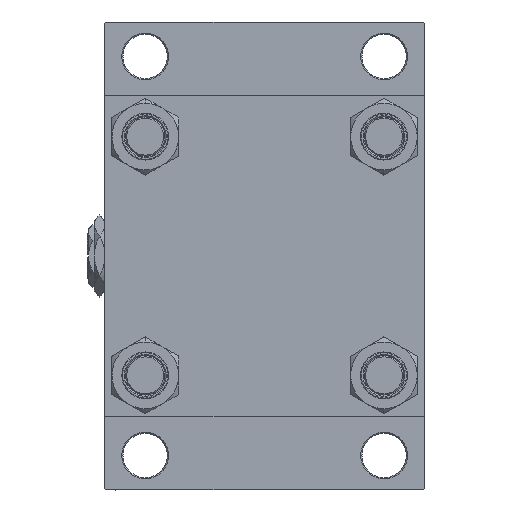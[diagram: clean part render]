
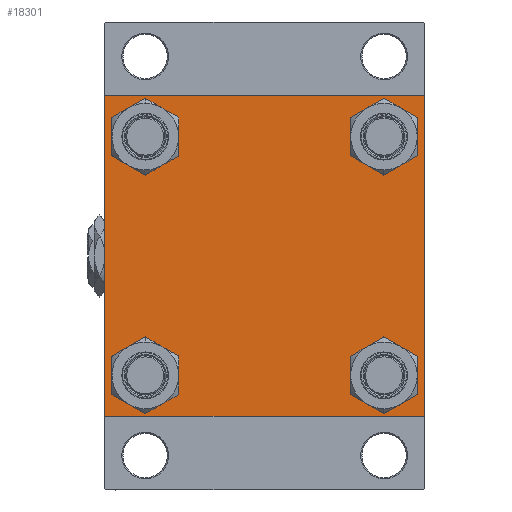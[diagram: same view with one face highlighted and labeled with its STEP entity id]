
A CAD part, left-side view. The second image highlights one B-rep face of the part: STEP entity #18301.
In plain terms, the highlighted planar face has unit normal (-1, 0, 0).
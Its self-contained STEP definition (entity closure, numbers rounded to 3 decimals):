
#646 = VERTEX_POINT ( 'NONE', #34295 ) ;
#956 = DIRECTION ( 'NONE',  ( 1., 0., 0. ) ) ;
#1072 = LINE ( 'NONE', #47786, #20887 ) ;
#1668 = CARTESIAN_POINT ( 'NONE',  ( 0., -65., 65. ) ) ;
#1809 = ORIENTED_EDGE ( 'NONE', *, *, #22092, .T. ) ;
#1966 = CARTESIAN_POINT ( 'NONE',  ( 0., -64.5, 65. ) ) ;
#2032 = DIRECTION ( 'NONE',  ( 0., -0.707, -0.707 ) ) ;
#3259 = VERTEX_POINT ( 'NONE', #8985 ) ;
#3407 = CARTESIAN_POINT ( 'NONE',  ( 0., -48.45, -56.95 ) ) ;
#3508 = CIRCLE ( 'NONE', #28586, 8.5 ) ;
#3635 = CARTESIAN_POINT ( 'NONE',  ( 0., 64.5, -65. ) ) ;
#3977 = VECTOR ( 'NONE', #31471, 1000. ) ;
#5035 = ORIENTED_EDGE ( 'NONE', *, *, #29300, .T. ) ;
#5071 = VERTEX_POINT ( 'NONE', #14212 ) ;
#5153 = ORIENTED_EDGE ( 'NONE', *, *, #34317, .F. ) ;
#6335 = DIRECTION ( 'NONE',  ( 0., 0., 1. ) ) ;
#6540 = DIRECTION ( 'NONE',  ( 0., -1., 0. ) ) ;
#6624 = FACE_BOUND ( 'NONE', #11170, .T. ) ;
#7117 = FACE_BOUND ( 'NONE', #28961, .T. ) ;
#7128 = VERTEX_POINT ( 'NONE', #27033 ) ;
#8009 = CARTESIAN_POINT ( 'NONE',  ( 0., 48.45, 48.45 ) ) ;
#8144 = DIRECTION ( 'NONE',  ( 1., 0., 0. ) ) ;
#8985 = CARTESIAN_POINT ( 'NONE',  ( 0., -65., 64.5 ) ) ;
#9043 = LINE ( 'NONE', #1668, #18955 ) ;
#9155 = ORIENTED_EDGE ( 'NONE', *, *, #17155, .F. ) ;
#10148 = CARTESIAN_POINT ( 'NONE',  ( 0., 48.45, -48.45 ) ) ;
#10223 = VERTEX_POINT ( 'NONE', #1966 ) ;
#10317 = EDGE_LOOP ( 'NONE', ( #5035, #40451, #35084, #39411, #9155, #41214, #5153, #33919 ) ) ;
#10346 = CARTESIAN_POINT ( 'NONE',  ( 0., 65., -65. ) ) ;
#10405 = LINE ( 'NONE', #13721, #35978 ) ;
#11170 = EDGE_LOOP ( 'NONE', ( #33160, #22409 ) ) ;
#11436 = FACE_BOUND ( 'NONE', #22797, .T. ) ;
#11941 = CARTESIAN_POINT ( 'NONE',  ( 0., -64.5, -65. ) ) ;
#12002 = CIRCLE ( 'NONE', #27461, 8.5 ) ;
#12045 = CARTESIAN_POINT ( 'NONE',  ( 0., 48.45, -39.95 ) ) ;
#12529 = EDGE_CURVE ( 'NONE', #42750, #39644, #10405, .T. ) ;
#13620 = VERTEX_POINT ( 'NONE', #19490 ) ;
#13721 = CARTESIAN_POINT ( 'NONE',  ( 0., 64.75, -64.75 ) ) ;
#13916 = EDGE_CURVE ( 'NONE', #13620, #24981, #48964, .T. ) ;
#14212 = CARTESIAN_POINT ( 'NONE',  ( 0., -48.45, 39.95 ) ) ;
#15313 = AXIS2_PLACEMENT_3D ( 'NONE', #46751, #8144, #39156 ) ;
#15878 = AXIS2_PLACEMENT_3D ( 'NONE', #10148, #45692, #6335 ) ;
#16006 = LINE ( 'NONE', #31504, #17438 ) ;
#16212 = VECTOR ( 'NONE', #23866, 1000. ) ;
#16229 = LINE ( 'NONE', #19040, #16212 ) ;
#16369 = CARTESIAN_POINT ( 'NONE',  ( 0., 48.45, 48.45 ) ) ;
#16661 = DIRECTION ( 'NONE',  ( 0., 0., 1. ) ) ;
#17155 = EDGE_CURVE ( 'NONE', #3259, #646, #9043, .T. ) ;
#17438 = VECTOR ( 'NONE', #43919, 1000. ) ;
#17628 = ORIENTED_EDGE ( 'NONE', *, *, #41669, .T. ) ;
#18301 = ADVANCED_FACE ( 'NONE', ( #11436, #7117, #22629, #6624, #30518 ), #19528, .T. ) ;
#18390 = VERTEX_POINT ( 'NONE', #11941 ) ;
#18418 = EDGE_CURVE ( 'NONE', #18390, #646, #16006, .T. ) ;
#18931 = AXIS2_PLACEMENT_3D ( 'NONE', #35793, #956, #27173 ) ;
#18955 = VECTOR ( 'NONE', #24828, 1000. ) ;
#19040 = CARTESIAN_POINT ( 'NONE',  ( 0., 65., 65. ) ) ;
#19490 = CARTESIAN_POINT ( 'NONE',  ( 0., 48.45, 39.95 ) ) ;
#19518 = VERTEX_POINT ( 'NONE', #38269 ) ;
#19528 = PLANE ( 'NONE',  #42506 ) ;
#19686 = AXIS2_PLACEMENT_3D ( 'NONE', #33629, #30064, #25752 ) ;
#20887 = VECTOR ( 'NONE', #39197, 1000. ) ;
#21895 = CARTESIAN_POINT ( 'NONE',  ( 0., 65., 65. ) ) ;
#22092 = EDGE_CURVE ( 'NONE', #5071, #37102, #32960, .T. ) ;
#22138 = DIRECTION ( 'NONE',  ( -1., 0., 0. ) ) ;
#22409 = ORIENTED_EDGE ( 'NONE', *, *, #13916, .T. ) ;
#22629 = FACE_BOUND ( 'NONE', #38878, .T. ) ;
#22731 = DIRECTION ( 'NONE',  ( 1., 0., 0. ) ) ;
#22797 = EDGE_LOOP ( 'NONE', ( #26966, #1809 ) ) ;
#22898 = DIRECTION ( 'NONE',  ( 0., 0., -1. ) ) ;
#23533 = DIRECTION ( 'NONE',  ( 1., 0., 0. ) ) ;
#23866 = DIRECTION ( 'NONE',  ( 0., -1., 0. ) ) ;
#24139 = DIRECTION ( 'NONE',  ( 0., 0., 1. ) ) ;
#24387 = VECTOR ( 'NONE', #6540, 1000. ) ;
#24601 = CIRCLE ( 'NONE', #18931, 8.5 ) ;
#24828 = DIRECTION ( 'NONE',  ( 0., 0., -1. ) ) ;
#24981 = VERTEX_POINT ( 'NONE', #29199 ) ;
#25581 = EDGE_CURVE ( 'NONE', #41458, #7128, #1072, .T. ) ;
#25752 = DIRECTION ( 'NONE',  ( 0., 0., 1. ) ) ;
#26520 = EDGE_CURVE ( 'NONE', #24981, #13620, #12002, .T. ) ;
#26966 = ORIENTED_EDGE ( 'NONE', *, *, #42859, .T. ) ;
#27033 = CARTESIAN_POINT ( 'NONE',  ( 0., 65., 64.5 ) ) ;
#27173 = DIRECTION ( 'NONE',  ( 0., 0., 1. ) ) ;
#27461 = AXIS2_PLACEMENT_3D ( 'NONE', #8009, #23533, #16661 ) ;
#28110 = EDGE_CURVE ( 'NONE', #45520, #19518, #33154, .T. ) ;
#28586 = AXIS2_PLACEMENT_3D ( 'NONE', #35174, #22731, #42274 ) ;
#28961 = EDGE_LOOP ( 'NONE', ( #17628, #47567 ) ) ;
#29199 = CARTESIAN_POINT ( 'NONE',  ( 0., 48.45, 56.95 ) ) ;
#29300 = EDGE_CURVE ( 'NONE', #7128, #42750, #33836, .T. ) ;
#29436 = LINE ( 'NONE', #10346, #24387 ) ;
#30064 = DIRECTION ( 'NONE',  ( 1., 0., 0. ) ) ;
#30518 = FACE_OUTER_BOUND ( 'NONE', #10317, .T. ) ;
#30759 = DIRECTION ( 'NONE',  ( 0., 0., 1. ) ) ;
#31471 = DIRECTION ( 'NONE',  ( 0., 0.707, 0.707 ) ) ;
#31504 = CARTESIAN_POINT ( 'NONE',  ( 0., -64.75, -64.75 ) ) ;
#31623 = ORIENTED_EDGE ( 'NONE', *, *, #49750, .T. ) ;
#31864 = CARTESIAN_POINT ( 'NONE',  ( 0., 65., -64.5 ) ) ;
#32258 = EDGE_CURVE ( 'NONE', #3259, #10223, #35299, .T. ) ;
#32960 = CIRCLE ( 'NONE', #41866, 8.5 ) ;
#33154 = CIRCLE ( 'NONE', #15313, 8.5 ) ;
#33160 = ORIENTED_EDGE ( 'NONE', *, *, #26520, .T. ) ;
#33629 = CARTESIAN_POINT ( 'NONE',  ( 0., -48.45, 48.45 ) ) ;
#33836 = LINE ( 'NONE', #21895, #37186 ) ;
#33919 = ORIENTED_EDGE ( 'NONE', *, *, #25581, .T. ) ;
#34295 = CARTESIAN_POINT ( 'NONE',  ( 0., -65., -64.5 ) ) ;
#34317 = EDGE_CURVE ( 'NONE', #41458, #10223, #16229, .T. ) ;
#34552 = EDGE_CURVE ( 'NONE', #39644, #18390, #29436, .T. ) ;
#34583 = CARTESIAN_POINT ( 'NONE',  ( 0., -48.45, -39.95 ) ) ;
#35038 = CARTESIAN_POINT ( 'NONE',  ( 0., -64.75, 64.75 ) ) ;
#35084 = ORIENTED_EDGE ( 'NONE', *, *, #34552, .T. ) ;
#35174 = CARTESIAN_POINT ( 'NONE',  ( 0., -48.45, -48.45 ) ) ;
#35299 = LINE ( 'NONE', #35038, #3977 ) ;
#35359 = CIRCLE ( 'NONE', #15878, 8.5 ) ;
#35793 = CARTESIAN_POINT ( 'NONE',  ( 0., -48.45, -48.45 ) ) ;
#35978 = VECTOR ( 'NONE', #2032, 1000. ) ;
#36081 = DIRECTION ( 'NONE',  ( 1., 0., 0. ) ) ;
#36836 = AXIS2_PLACEMENT_3D ( 'NONE', #16369, #39475, #42540 ) ;
#37102 = VERTEX_POINT ( 'NONE', #40993 ) ;
#37186 = VECTOR ( 'NONE', #22898, 1000. ) ;
#38269 = CARTESIAN_POINT ( 'NONE',  ( 0., 48.45, -56.95 ) ) ;
#38878 = EDGE_LOOP ( 'NONE', ( #46777, #31623 ) ) ;
#39156 = DIRECTION ( 'NONE',  ( 0., 0., 1. ) ) ;
#39197 = DIRECTION ( 'NONE',  ( 0., 0.707, -0.707 ) ) ;
#39411 = ORIENTED_EDGE ( 'NONE', *, *, #18418, .T. ) ;
#39475 = DIRECTION ( 'NONE',  ( 1., 0., 0. ) ) ;
#39644 = VERTEX_POINT ( 'NONE', #3635 ) ;
#40116 = CARTESIAN_POINT ( 'NONE',  ( 0., -48.45, 48.45 ) ) ;
#40451 = ORIENTED_EDGE ( 'NONE', *, *, #12529, .T. ) ;
#40947 = EDGE_CURVE ( 'NONE', #41674, #48362, #24601, .T. ) ;
#40993 = CARTESIAN_POINT ( 'NONE',  ( 0., -48.45, 56.95 ) ) ;
#41214 = ORIENTED_EDGE ( 'NONE', *, *, #32258, .T. ) ;
#41458 = VERTEX_POINT ( 'NONE', #47372 ) ;
#41586 = CIRCLE ( 'NONE', #19686, 8.5 ) ;
#41669 = EDGE_CURVE ( 'NONE', #48362, #41674, #3508, .T. ) ;
#41674 = VERTEX_POINT ( 'NONE', #3407 ) ;
#41866 = AXIS2_PLACEMENT_3D ( 'NONE', #40116, #36081, #24139 ) ;
#42274 = DIRECTION ( 'NONE',  ( 0., 0., 1. ) ) ;
#42506 = AXIS2_PLACEMENT_3D ( 'NONE', #45974, #22138, #30759 ) ;
#42540 = DIRECTION ( 'NONE',  ( 0., 0., 1. ) ) ;
#42750 = VERTEX_POINT ( 'NONE', #31864 ) ;
#42859 = EDGE_CURVE ( 'NONE', #37102, #5071, #41586, .T. ) ;
#43919 = DIRECTION ( 'NONE',  ( 0., -0.707, 0.707 ) ) ;
#45520 = VERTEX_POINT ( 'NONE', #12045 ) ;
#45692 = DIRECTION ( 'NONE',  ( 1., 0., 0. ) ) ;
#45974 = CARTESIAN_POINT ( 'NONE',  ( 0., 0., 0. ) ) ;
#46751 = CARTESIAN_POINT ( 'NONE',  ( 0., 48.45, -48.45 ) ) ;
#46777 = ORIENTED_EDGE ( 'NONE', *, *, #28110, .T. ) ;
#47372 = CARTESIAN_POINT ( 'NONE',  ( 0., 64.5, 65. ) ) ;
#47567 = ORIENTED_EDGE ( 'NONE', *, *, #40947, .T. ) ;
#47786 = CARTESIAN_POINT ( 'NONE',  ( 0., 64.75, 64.75 ) ) ;
#48362 = VERTEX_POINT ( 'NONE', #34583 ) ;
#48964 = CIRCLE ( 'NONE', #36836, 8.5 ) ;
#49750 = EDGE_CURVE ( 'NONE', #19518, #45520, #35359, .T. ) ;
